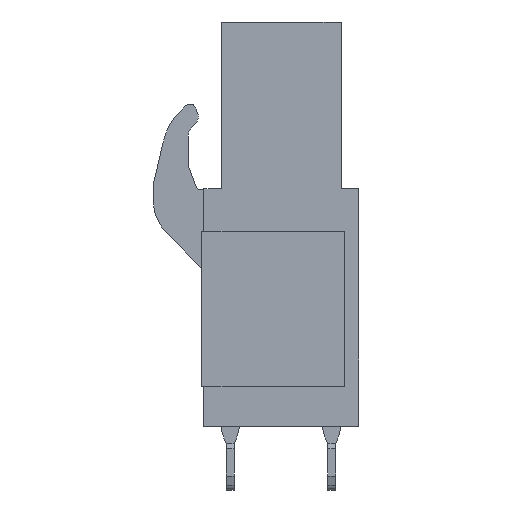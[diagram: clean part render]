
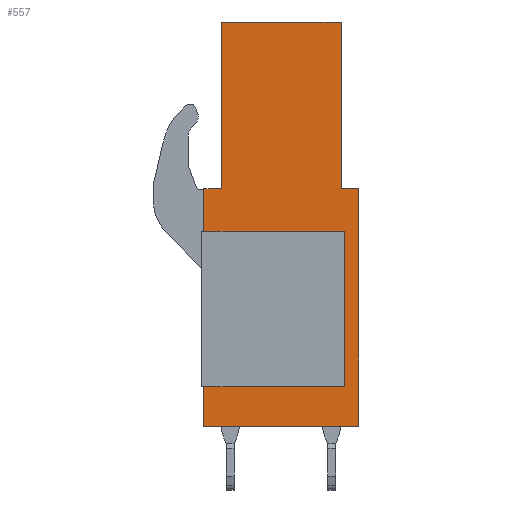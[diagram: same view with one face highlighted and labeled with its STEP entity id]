
A CAD part, left-side view. The second image highlights one B-rep face of the part: STEP entity #557.
In plain terms, the highlighted planar face has unit normal (-1, 0, 0).
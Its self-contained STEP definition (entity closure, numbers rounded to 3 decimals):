
#484=AXIS2_PLACEMENT_3D('Plane Axis2P3D',#481,#482,#483) ;
#36=CARTESIAN_POINT('Line Origine',(1.,3.875,23.45)) ;
#40=CARTESIAN_POINT('Vertex',(1.,0.875,23.45)) ;
#42=CARTESIAN_POINT('Vertex',(1.,6.875,23.45)) ;
#373=CARTESIAN_POINT('Vertex',(1.,7.75,3.2)) ;
#376=CARTESIAN_POINT('Line Origine',(1.,7.75,4.437)) ;
#380=CARTESIAN_POINT('Vertex',(1.,7.75,5.675)) ;
#387=CARTESIAN_POINT('Vertex',(1.,7.75,12.475)) ;
#390=CARTESIAN_POINT('Line Origine',(1.,7.75,13.787)) ;
#394=CARTESIAN_POINT('Vertex',(1.,7.75,15.1)) ;
#481=CARTESIAN_POINT('Axis2P3D Location',(1.,0.,0.)) ;
#486=CARTESIAN_POINT('Line Origine',(1.,4.225,12.475)) ;
#490=CARTESIAN_POINT('Vertex',(1.,0.7,12.475)) ;
#493=CARTESIAN_POINT('Line Origine',(1.,0.7,9.075)) ;
#497=CARTESIAN_POINT('Vertex',(1.,0.7,5.675)) ;
#500=CARTESIAN_POINT('Line Origine',(1.,4.225,5.675)) ;
#505=CARTESIAN_POINT('Line Origine',(1.,3.875,3.2)) ;
#509=CARTESIAN_POINT('Vertex',(1.,0.,3.2)) ;
#512=CARTESIAN_POINT('Line Origine',(1.,0.,9.15)) ;
#516=CARTESIAN_POINT('Vertex',(1.,0.,15.1)) ;
#519=CARTESIAN_POINT('Line Origine',(1.,0.438,15.1)) ;
#523=CARTESIAN_POINT('Vertex',(1.,0.875,15.1)) ;
#526=CARTESIAN_POINT('Line Origine',(1.,0.875,19.275)) ;
#531=CARTESIAN_POINT('Line Origine',(1.,6.875,19.275)) ;
#535=CARTESIAN_POINT('Vertex',(1.,6.875,15.1)) ;
#538=CARTESIAN_POINT('Line Origine',(1.,7.313,15.1)) ;
#37=DIRECTION('Vector Direction',(0.,1.,0.)) ;
#377=DIRECTION('Vector Direction',(0.,0.,1.)) ;
#391=DIRECTION('Vector Direction',(0.,0.,1.)) ;
#482=DIRECTION('Axis2P3D Direction',(1.,0.,0.)) ;
#483=DIRECTION('Axis2P3D XDirection',(0.,1.,0.)) ;
#487=DIRECTION('Vector Direction',(0.,-1.,0.)) ;
#494=DIRECTION('Vector Direction',(0.,0.,1.)) ;
#501=DIRECTION('Vector Direction',(0.,-1.,0.)) ;
#506=DIRECTION('Vector Direction',(0.,1.,0.)) ;
#513=DIRECTION('Vector Direction',(0.,0.,1.)) ;
#520=DIRECTION('Vector Direction',(0.,1.,0.)) ;
#527=DIRECTION('Vector Direction',(0.,0.,1.)) ;
#532=DIRECTION('Vector Direction',(0.,0.,1.)) ;
#539=DIRECTION('Vector Direction',(0.,-1.,0.)) ;
#38=VECTOR('Line Direction',#37,1.) ;
#378=VECTOR('Line Direction',#377,1.) ;
#392=VECTOR('Line Direction',#391,1.) ;
#488=VECTOR('Line Direction',#487,1.) ;
#495=VECTOR('Line Direction',#494,1.) ;
#502=VECTOR('Line Direction',#501,1.) ;
#507=VECTOR('Line Direction',#506,1.) ;
#514=VECTOR('Line Direction',#513,1.) ;
#521=VECTOR('Line Direction',#520,1.) ;
#528=VECTOR('Line Direction',#527,1.) ;
#533=VECTOR('Line Direction',#532,1.) ;
#540=VECTOR('Line Direction',#539,1.) ;
#544=ORIENTED_EDGE('',*,*,#492,.T.) ;
#545=ORIENTED_EDGE('',*,*,#499,.T.) ;
#546=ORIENTED_EDGE('',*,*,#504,.F.) ;
#547=ORIENTED_EDGE('',*,*,#382,.F.) ;
#548=ORIENTED_EDGE('',*,*,#511,.F.) ;
#549=ORIENTED_EDGE('',*,*,#518,.T.) ;
#550=ORIENTED_EDGE('',*,*,#525,.F.) ;
#551=ORIENTED_EDGE('',*,*,#530,.F.) ;
#552=ORIENTED_EDGE('',*,*,#44,.T.) ;
#553=ORIENTED_EDGE('',*,*,#537,.F.) ;
#554=ORIENTED_EDGE('',*,*,#542,.F.) ;
#555=ORIENTED_EDGE('',*,*,#396,.F.) ;
#557=ADVANCED_FACE('BLL5.08/15/180B 3.2SNOR 1682860000',(#556),#485,.F.) ;
#44=EDGE_CURVE('',#41,#43,#39,.T.) ;
#382=EDGE_CURVE('',#374,#381,#379,.T.) ;
#396=EDGE_CURVE('',#388,#395,#393,.T.) ;
#492=EDGE_CURVE('',#388,#491,#489,.T.) ;
#499=EDGE_CURVE('',#491,#498,#496,.F.) ;
#504=EDGE_CURVE('',#381,#498,#503,.T.) ;
#511=EDGE_CURVE('',#510,#374,#508,.T.) ;
#518=EDGE_CURVE('',#510,#517,#515,.T.) ;
#525=EDGE_CURVE('',#524,#517,#522,.F.) ;
#530=EDGE_CURVE('',#41,#524,#529,.F.) ;
#537=EDGE_CURVE('',#536,#43,#534,.T.) ;
#542=EDGE_CURVE('',#395,#536,#541,.T.) ;
#543=EDGE_LOOP('',(#544,#545,#546,#547,#548,#549,#550,#551,#552,#553,#554,#555)) ;
#556=FACE_OUTER_BOUND('',#543,.T.) ;
#39=LINE('Line',#36,#38) ;
#379=LINE('Line',#376,#378) ;
#393=LINE('Line',#390,#392) ;
#489=LINE('Line',#486,#488) ;
#496=LINE('Line',#493,#495) ;
#503=LINE('Line',#500,#502) ;
#508=LINE('Line',#505,#507) ;
#515=LINE('Line',#512,#514) ;
#522=LINE('Line',#519,#521) ;
#529=LINE('Line',#526,#528) ;
#534=LINE('Line',#531,#533) ;
#541=LINE('Line',#538,#540) ;
#485=PLANE('',#484) ;
#41=VERTEX_POINT('',#40) ;
#43=VERTEX_POINT('',#42) ;
#374=VERTEX_POINT('',#373) ;
#381=VERTEX_POINT('',#380) ;
#388=VERTEX_POINT('',#387) ;
#395=VERTEX_POINT('',#394) ;
#491=VERTEX_POINT('',#490) ;
#498=VERTEX_POINT('',#497) ;
#510=VERTEX_POINT('',#509) ;
#517=VERTEX_POINT('',#516) ;
#524=VERTEX_POINT('',#523) ;
#536=VERTEX_POINT('',#535) ;
